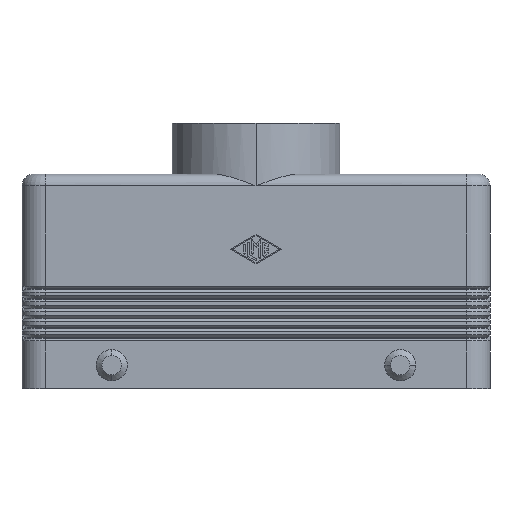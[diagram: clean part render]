
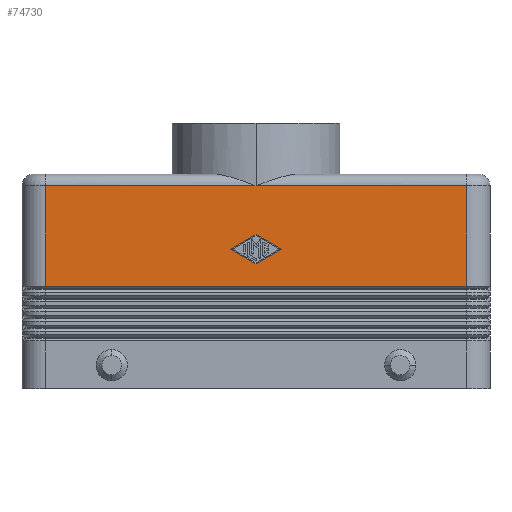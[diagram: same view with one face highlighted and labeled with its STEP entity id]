
A CAD part, front view. The second image highlights one B-rep face of the part: STEP entity #74730.
In plain terms, the highlighted planar face has unit normal (0, -1, 0).
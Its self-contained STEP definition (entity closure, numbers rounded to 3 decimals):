
#830=CARTESIAN_POINT('',(0.,-21.5,32.001));
#840=VERTEX_POINT('',#830);
#890=CARTESIAN_POINT('',(0.,-21.5,32.001));
#900=DIRECTION('',(-0.866,0.,0.5));
#910=VECTOR('',#900,7.504);
#920=LINE('',#890,#910);
#930=CARTESIAN_POINT('',(-6.5,-21.5,35.75));
#940=VERTEX_POINT('',#930);
#950=EDGE_CURVE('',#840,#940,#920,.T.);
#14310=CARTESIAN_POINT('',(-54.,-21.5,52.));
#14320=VERTEX_POINT('',#14310);
#14350=CARTESIAN_POINT('',(-54.,-21.5,26.25));
#14360=DIRECTION('',(0.,0.,1.));
#14370=VECTOR('',#14360,25.75);
#14380=LINE('',#14350,#14370);
#14390=CARTESIAN_POINT('',(-54.,-21.5,26.25));
#14400=VERTEX_POINT('',#14390);
#14410=EDGE_CURVE('',#14400,#14320,#14380,.T.);
#14710=CARTESIAN_POINT('',(54.,-21.5,26.25));
#14720=VERTEX_POINT('',#14710);
#40190=CARTESIAN_POINT('',(54.,-21.5,52.));
#40200=DIRECTION('',(0.,0.,-1.));
#40210=VECTOR('',#40200,25.75);
#40220=LINE('',#40190,#40210);
#40230=CARTESIAN_POINT('',(54.,-21.5,52.));
#40240=VERTEX_POINT('',#40230);
#40250=EDGE_CURVE('',#40240,#14720,#40220,.T.);
#47630=CARTESIAN_POINT('',(0.,-21.5,52.));
#47640=VERTEX_POINT('',#47630);
#47670=CARTESIAN_POINT('',(-54.,-21.5,52.));
#47680=DIRECTION('',(1.,0.,0.));
#47690=VECTOR('',#47680,54.);
#47700=LINE('',#47670,#47690);
#47710=EDGE_CURVE('',#14320,#47640,#47700,.T.);
#48210=CARTESIAN_POINT('',(0.,-21.5,52.));
#48220=DIRECTION('',(1.,0.,0.));
#48230=VECTOR('',#48220,54.);
#48240=LINE('',#48210,#48230);
#48250=EDGE_CURVE('',#47640,#40240,#48240,.T.);
#61350=CARTESIAN_POINT('',(6.5,-21.5,35.75));
#61360=VERTEX_POINT('',#61350);
#61410=CARTESIAN_POINT('',(6.5,-21.5,35.75));
#61420=DIRECTION('',(-0.866,0.,-0.5));
#61430=VECTOR('',#61420,7.504);
#61440=LINE('',#61410,#61430);
#61450=EDGE_CURVE('',#61360,#840,#61440,.T.);
#74380=CARTESIAN_POINT('',(0.,-21.5,27.5));
#74390=DIRECTION('',(0.,1.,0.));
#74400=DIRECTION('',(0.,0.,1.));
#74410=AXIS2_PLACEMENT_3D('',#74380,#74390,#74400);
#74420=PLANE('',#74410);
#74430=ORIENTED_EDGE('',*,*,#48250,.F.);
#74440=ORIENTED_EDGE('',*,*,#40250,.F.);
#74450=CARTESIAN_POINT('',(54.,-21.5,26.25));
#74460=DIRECTION('',(-1.,0.,0.));
#74470=VECTOR('',#74460,108.);
#74480=LINE('',#74450,#74470);
#74490=EDGE_CURVE('',#14720,#14400,#74480,.T.);
#74500=ORIENTED_EDGE('',*,*,#74490,.F.);
#74510=ORIENTED_EDGE('',*,*,#14410,.F.);
#74520=ORIENTED_EDGE('',*,*,#47710,.F.);
#74530=EDGE_LOOP('',(#74520,#74510,#74500,#74440,#74430));
#74540=FACE_OUTER_BOUND('',#74530,.T.);
#74550=ORIENTED_EDGE('',*,*,#61450,.T.);
#74560=CARTESIAN_POINT('',(0.,-21.5,39.499));
#74570=DIRECTION('',(0.866,0.,-0.5));
#74580=VECTOR('',#74570,7.504);
#74590=LINE('',#74560,#74580);
#74600=CARTESIAN_POINT('',(0.,-21.5,39.499));
#74610=VERTEX_POINT('',#74600);
#74620=EDGE_CURVE('',#74610,#61360,#74590,.T.);
#74630=ORIENTED_EDGE('',*,*,#74620,.T.);
#74640=CARTESIAN_POINT('',(-6.5,-21.5,35.75));
#74650=DIRECTION('',(0.866,0.,0.5));
#74660=VECTOR('',#74650,7.504);
#74670=LINE('',#74640,#74660);
#74680=EDGE_CURVE('',#940,#74610,#74670,.T.);
#74690=ORIENTED_EDGE('',*,*,#74680,.T.);
#74700=ORIENTED_EDGE('',*,*,#950,.T.);
#74710=EDGE_LOOP('',(#74700,#74690,#74630,#74550));
#74720=FACE_BOUND('',#74710,.T.);
#74730=ADVANCED_FACE('',(#74540,#74720),#74420,.F.);
